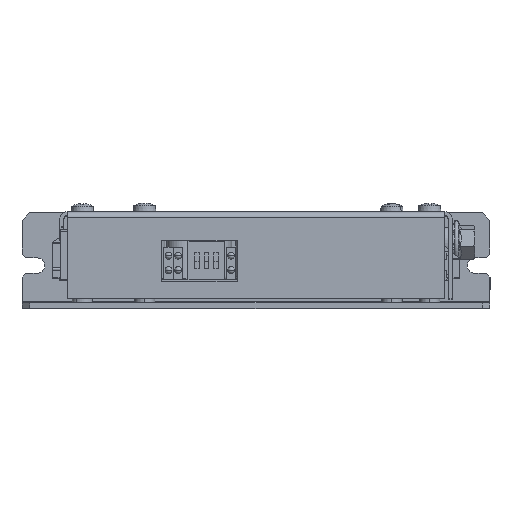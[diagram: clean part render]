
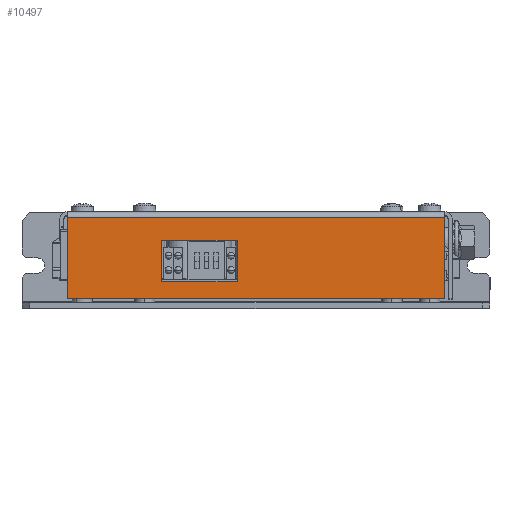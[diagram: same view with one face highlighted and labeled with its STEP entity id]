
A CAD part, top view. The second image highlights one B-rep face of the part: STEP entity #10497.
In plain terms, the highlighted planar face has unit normal (0, 0, 1).
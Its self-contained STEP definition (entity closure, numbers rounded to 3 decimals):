
#9883 = ORIENTED_EDGE ( 'NONE', *, *, #10197, .F. ) ;
#10189 = VERTEX_POINT ( 'NONE', #44381 ) ;
#10197 = EDGE_CURVE ( 'NONE', #10189, #10777, #44449, .T. ) ;
#10448 = VERTEX_POINT ( 'NONE', #45478 ) ;
#10455 = EDGE_CURVE ( 'NONE', #10448, #10557, #45534, .T. ) ;
#10491 = EDGE_CURVE ( 'NONE', #10777, #10653, #45530, .T. ) ;
#10497 = ADVANCED_FACE ( 'NONE', ( #45505, #45552 ), #45555, .F. ) ;
#10514 = ORIENTED_EDGE ( 'NONE', *, *, #10560, .F. ) ;
#10556 = VERTEX_POINT ( 'NONE', #45837 ) ;
#10557 = VERTEX_POINT ( 'NONE', #45810 ) ;
#10559 = EDGE_CURVE ( 'NONE', #10556, #10599, #45795, .T. ) ;
#10560 = EDGE_CURVE ( 'NONE', #10556, #10557, #45819, .T. ) ;
#10599 = VERTEX_POINT ( 'NONE', #46020 ) ;
#10603 = EDGE_CURVE ( 'NONE', #10599, #10448, #45991, .T. ) ;
#10610 = EDGE_CURVE ( 'NONE', #10653, #10792, #45985, .T. ) ;
#10629 = EDGE_CURVE ( 'NONE', #10792, #10189, #46000, .T. ) ;
#10630 = EDGE_LOOP ( 'NONE', ( #10514, #11663, #11628, #10632 ) ) ;
#10632 = ORIENTED_EDGE ( 'NONE', *, *, #10455, .T. ) ;
#10638 = ORIENTED_EDGE ( 'NONE', *, *, #10610, .F. ) ;
#10653 = VERTEX_POINT ( 'NONE', #46037 ) ;
#10700 = EDGE_LOOP ( 'NONE', ( #10770, #9883, #11562, #10638 ) ) ;
#10770 = ORIENTED_EDGE ( 'NONE', *, *, #10491, .F. ) ;
#10777 = VERTEX_POINT ( 'NONE', #46645 ) ;
#10792 = VERTEX_POINT ( 'NONE', #46626 ) ;
#11562 = ORIENTED_EDGE ( 'NONE', *, *, #10629, .F. ) ;
#11628 = ORIENTED_EDGE ( 'NONE', *, *, #10603, .T. ) ;
#11663 = ORIENTED_EDGE ( 'NONE', *, *, #10559, .T. ) ;
#44381 = CARTESIAN_POINT ( 'NONE',  ( -77.528, 18.76, 84.5 ) ) ;
#44439 = DIRECTION ( 'NONE',  ( 0., -1., 0. ) ) ;
#44440 = VECTOR ( 'NONE', #44439, 1000. ) ;
#44448 = CARTESIAN_POINT ( 'NONE',  ( -77.528, 18.76, 84.5 ) ) ;
#44449 = LINE ( 'NONE', #44448, #44440 ) ;
#45478 = CARTESIAN_POINT ( 'NONE',  ( -2.528, 3.26, 84.5 ) ) ;
#45502 = VECTOR ( 'NONE', #45563, 1000. ) ;
#45503 = CARTESIAN_POINT ( 'NONE',  ( -77.528, 7.76, 84.5 ) ) ;
#45505 = FACE_BOUND ( 'NONE', #10700, .T. ) ;
#45519 = DIRECTION ( 'NONE',  ( 0., 0., -1. ) ) ;
#45530 = LINE ( 'NONE', #45503, #45502 ) ;
#45531 = DIRECTION ( 'NONE',  ( 0., 1., 0. ) ) ;
#45532 = VECTOR ( 'NONE', #45531, 1000. ) ;
#45533 = CARTESIAN_POINT ( 'NONE',  ( -2.528, 25.26, 84.5 ) ) ;
#45534 = LINE ( 'NONE', #45533, #45532 ) ;
#45546 = DIRECTION ( 'NONE',  ( 0., 1., 0. ) ) ;
#45551 = CARTESIAN_POINT ( 'NONE',  ( -102.528, 25.26, 84.5 ) ) ;
#45552 = FACE_OUTER_BOUND ( 'NONE', #10630, .T. ) ;
#45555 = PLANE ( 'NONE',  #45559 ) ;
#45559 = AXIS2_PLACEMENT_3D ( 'NONE', #45551, #45519, #45546 ) ;
#45563 = DIRECTION ( 'NONE',  ( 1., 0., 0. ) ) ;
#45771 = DIRECTION ( 'NONE',  ( 1., 0., 0. ) ) ;
#45773 = VECTOR ( 'NONE', #45771, 1000. ) ;
#45775 = CARTESIAN_POINT ( 'NONE',  ( -102.528, 24.76, 84.5 ) ) ;
#45789 = DIRECTION ( 'NONE',  ( 0., -1., 0. ) ) ;
#45791 = VECTOR ( 'NONE', #45789, 1000. ) ;
#45792 = CARTESIAN_POINT ( 'NONE',  ( -102.528, 3.26, 84.5 ) ) ;
#45795 = LINE ( 'NONE', #45792, #45791 ) ;
#45810 = CARTESIAN_POINT ( 'NONE',  ( -2.528, 24.76, 84.5 ) ) ;
#45819 = LINE ( 'NONE', #45775, #45773 ) ;
#45837 = CARTESIAN_POINT ( 'NONE',  ( -102.528, 24.76, 84.5 ) ) ;
#45867 = DIRECTION ( 'NONE',  ( 1., 0., 0. ) ) ;
#45869 = CARTESIAN_POINT ( 'NONE',  ( -2.528, 3.26, 84.5 ) ) ;
#45959 = DIRECTION ( 'NONE',  ( 0., 1., 0. ) ) ;
#45960 = VECTOR ( 'NONE', #45959, 1000. ) ;
#45961 = CARTESIAN_POINT ( 'NONE',  ( -57.528, 18.76, 84.5 ) ) ;
#45976 = VECTOR ( 'NONE', #45867, 1000. ) ;
#45985 = LINE ( 'NONE', #45961, #45960 ) ;
#45991 = LINE ( 'NONE', #45869, #45976 ) ;
#45998 = CARTESIAN_POINT ( 'NONE',  ( -77.528, 18.76, 84.5 ) ) ;
#46000 = LINE ( 'NONE', #45998, #46063 ) ;
#46020 = CARTESIAN_POINT ( 'NONE',  ( -102.528, 3.26, 84.5 ) ) ;
#46037 = CARTESIAN_POINT ( 'NONE',  ( -57.528, 7.76, 84.5 ) ) ;
#46061 = DIRECTION ( 'NONE',  ( -1., 0., 0. ) ) ;
#46063 = VECTOR ( 'NONE', #46061, 1000. ) ;
#46626 = CARTESIAN_POINT ( 'NONE',  ( -57.528, 18.76, 84.5 ) ) ;
#46645 = CARTESIAN_POINT ( 'NONE',  ( -77.528, 7.76, 84.5 ) ) ;
